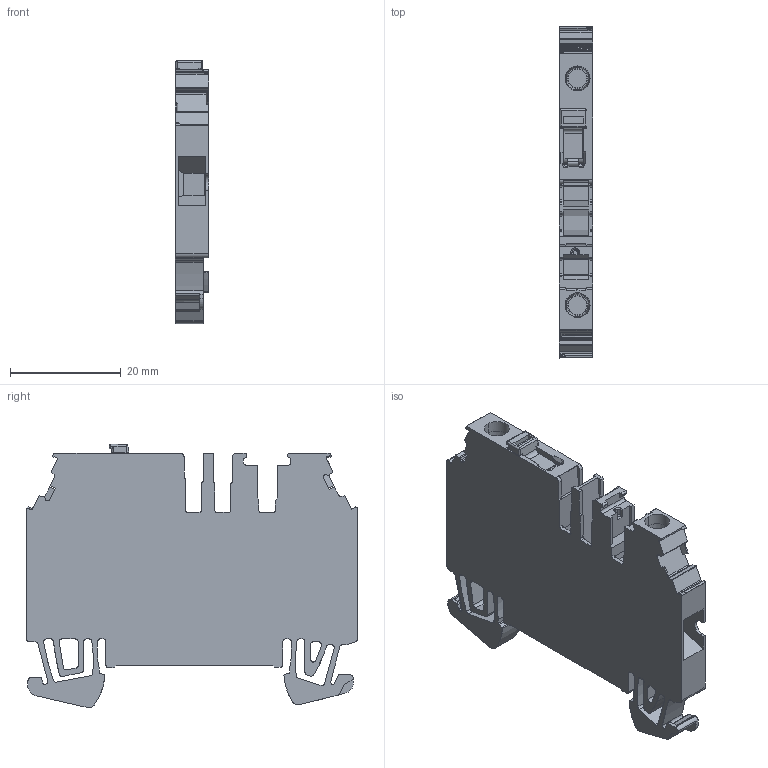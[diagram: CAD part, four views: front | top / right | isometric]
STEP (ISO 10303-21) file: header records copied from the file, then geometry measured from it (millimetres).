
FILE_DESCRIPTION(('CATIA V5 STEP Exchange','CAx-IF Rec.Pracs.--- Model Styling and Organization---1.4--- 2014-01-23'),'2;1');
FILE_NAME ('1473399-4_1', '2023-03-10T05:28:04+00:00', ('none'), ('Weidmueller'), 'CATIA Version 5-6 Release 2016 SP3 HF44', 'CATIA V5 STEP AP214', 'none');
FILE_SCHEMA(('AUTOMOTIVE_DESIGN { 1 0 10303 214 1 1 1 1 }'));
Length unit declared in the file: millimetre
Products named in the file (1): 2892770000
Bounding box: 6.1 x 60 x 47.6 mm (x, y, z)
Volume: 11274.1 mm3; surface area: 8205.3 mm2
Topology: 2 solids, 5 shells, 839 faces, 2348 edges, 1517 vertices
Faces by surface type: plane 378, cylinder 267, extrusion 130, torus 37, cone 12, bspline 11, sphere 4
Entity records: 27882 total; most frequent: CARTESIAN_POINT 7559, ORIENTED_EDGE 4684, DIRECTION 3284, EDGE_CURVE 2342, VECTOR 1626, VERTEX_POINT 1517, LINE 1496, AXIS2_PLACEMENT_3D 1071
